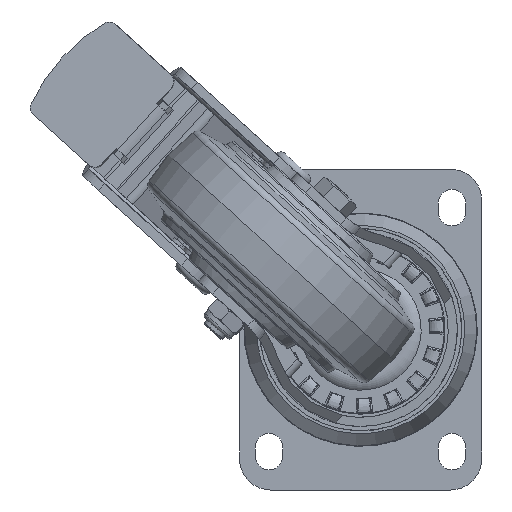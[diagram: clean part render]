
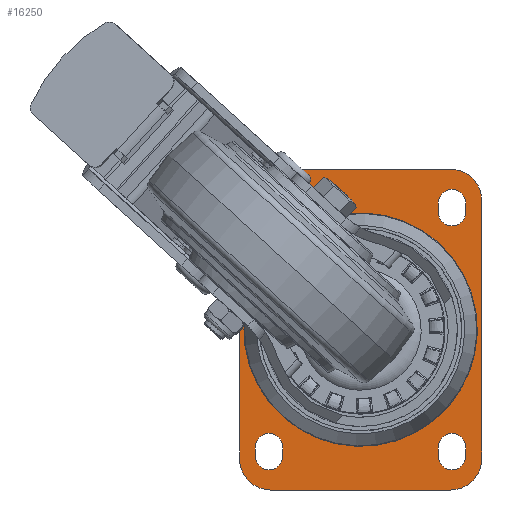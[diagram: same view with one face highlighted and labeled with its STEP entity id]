
A CAD part, front view. The second image highlights one B-rep face of the part: STEP entity #16250.
In plain terms, the highlighted planar face has unit normal (0, -1, 0).
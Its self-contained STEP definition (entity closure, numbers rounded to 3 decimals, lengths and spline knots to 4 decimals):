
#1087=PLANE('',#17315);
#1430=LINE('',#23311,#2205);
#1434=LINE('',#23323,#2209);
#1438=LINE('',#23335,#2213);
#1441=LINE('',#23344,#2216);
#1442=LINE('',#23350,#2217);
#1443=LINE('',#23353,#2218);
#1444=LINE('',#23358,#2219);
#1445=LINE('',#23361,#2220);
#1446=LINE('',#23366,#2221);
#1447=LINE('',#23369,#2222);
#1448=LINE('',#23374,#2223);
#1449=LINE('',#23377,#2224);
#2205=VECTOR('',#19080,3.3417);
#2209=VECTOR('',#19092,2.325);
#2213=VECTOR('',#19104,3.3417);
#2216=VECTOR('',#19115,2.325);
#2217=VECTOR('',#19120,0.1194);
#2218=VECTOR('',#19123,0.1194);
#2219=VECTOR('',#19126,0.1194);
#2220=VECTOR('',#19129,0.1194);
#2221=VECTOR('',#19132,0.1194);
#2222=VECTOR('',#19135,0.1194);
#2223=VECTOR('',#19138,0.1194);
#2224=VECTOR('',#19141,0.1194);
#3211=FACE_BOUND('',#4492,.T.);
#3212=FACE_BOUND('',#4493,.T.);
#3213=FACE_BOUND('',#4494,.T.);
#3214=FACE_BOUND('',#4495,.T.);
#3215=FACE_BOUND('',#4496,.T.);
#3446=FACE_OUTER_BOUND('',#4491,.T.);
#4491=EDGE_LOOP('',(#10479,#10480,#10481,#10482,#10483,#10484,#10485,#10486));
#4492=EDGE_LOOP('',(#10487));
#4493=EDGE_LOOP('',(#10488,#10489,#10490,#10491));
#4494=EDGE_LOOP('',(#10492,#10493,#10494,#10495));
#4495=EDGE_LOOP('',(#10496,#10497,#10498,#10499));
#4496=EDGE_LOOP('',(#10500,#10501,#10502,#10503));
#5727=CIRCLE('',#17298,1.5059);
#5729=CIRCLE('',#17301,0.4);
#5731=CIRCLE('',#17305,0.4);
#5733=CIRCLE('',#17309,0.4);
#5735=CIRCLE('',#17313,0.4);
#5736=CIRCLE('',#17316,0.1765);
#5737=CIRCLE('',#17317,0.1765);
#5738=CIRCLE('',#17318,0.1765);
#5739=CIRCLE('',#17319,0.1765);
#5740=CIRCLE('',#17320,0.1765);
#5741=CIRCLE('',#17321,0.1765);
#5742=CIRCLE('',#17322,0.1765);
#5743=CIRCLE('',#17323,0.1765);
#6579=VERTEX_POINT('',#23295);
#6582=VERTEX_POINT('',#23301);
#6583=VERTEX_POINT('',#23303);
#6585=VERTEX_POINT('',#23309);
#6587=VERTEX_POINT('',#23315);
#6589=VERTEX_POINT('',#23321);
#6591=VERTEX_POINT('',#23327);
#6593=VERTEX_POINT('',#23333);
#6595=VERTEX_POINT('',#23339);
#6596=VERTEX_POINT('',#23346);
#6597=VERTEX_POINT('',#23347);
#6598=VERTEX_POINT('',#23349);
#6599=VERTEX_POINT('',#23351);
#6600=VERTEX_POINT('',#23354);
#6601=VERTEX_POINT('',#23355);
#6602=VERTEX_POINT('',#23357);
#6603=VERTEX_POINT('',#23359);
#6604=VERTEX_POINT('',#23362);
#6605=VERTEX_POINT('',#23363);
#6606=VERTEX_POINT('',#23365);
#6607=VERTEX_POINT('',#23367);
#6608=VERTEX_POINT('',#23370);
#6609=VERTEX_POINT('',#23371);
#6610=VERTEX_POINT('',#23373);
#6611=VERTEX_POINT('',#23375);
#8099=EDGE_CURVE('',#6579,#6579,#5727,.T.);
#8102=EDGE_CURVE('',#6582,#6583,#5729,.T.);
#8106=EDGE_CURVE('',#6585,#6582,#1430,.T.);
#8109=EDGE_CURVE('',#6587,#6585,#5731,.T.);
#8112=EDGE_CURVE('',#6589,#6587,#1434,.T.);
#8115=EDGE_CURVE('',#6591,#6589,#5733,.T.);
#8118=EDGE_CURVE('',#6593,#6591,#1438,.T.);
#8121=EDGE_CURVE('',#6595,#6593,#5735,.T.);
#8123=EDGE_CURVE('',#6583,#6595,#1441,.T.);
#8124=EDGE_CURVE('',#6596,#6597,#5736,.T.);
#8125=EDGE_CURVE('',#6597,#6598,#1442,.T.);
#8126=EDGE_CURVE('',#6598,#6599,#5737,.T.);
#8127=EDGE_CURVE('',#6599,#6596,#1443,.T.);
#8128=EDGE_CURVE('',#6600,#6601,#5738,.T.);
#8129=EDGE_CURVE('',#6601,#6602,#1444,.T.);
#8130=EDGE_CURVE('',#6602,#6603,#5739,.T.);
#8131=EDGE_CURVE('',#6603,#6600,#1445,.T.);
#8132=EDGE_CURVE('',#6604,#6605,#5740,.T.);
#8133=EDGE_CURVE('',#6605,#6606,#1446,.T.);
#8134=EDGE_CURVE('',#6606,#6607,#5741,.T.);
#8135=EDGE_CURVE('',#6607,#6604,#1447,.T.);
#8136=EDGE_CURVE('',#6608,#6609,#5742,.T.);
#8137=EDGE_CURVE('',#6609,#6610,#1448,.T.);
#8138=EDGE_CURVE('',#6610,#6611,#5743,.T.);
#8139=EDGE_CURVE('',#6611,#6608,#1449,.T.);
#10479=ORIENTED_EDGE('',*,*,#8102,.F.);
#10480=ORIENTED_EDGE('',*,*,#8106,.F.);
#10481=ORIENTED_EDGE('',*,*,#8109,.F.);
#10482=ORIENTED_EDGE('',*,*,#8112,.F.);
#10483=ORIENTED_EDGE('',*,*,#8115,.F.);
#10484=ORIENTED_EDGE('',*,*,#8118,.F.);
#10485=ORIENTED_EDGE('',*,*,#8121,.F.);
#10486=ORIENTED_EDGE('',*,*,#8123,.F.);
#10487=ORIENTED_EDGE('',*,*,#8099,.F.);
#10488=ORIENTED_EDGE('',*,*,#8124,.T.);
#10489=ORIENTED_EDGE('',*,*,#8125,.T.);
#10490=ORIENTED_EDGE('',*,*,#8126,.T.);
#10491=ORIENTED_EDGE('',*,*,#8127,.T.);
#10492=ORIENTED_EDGE('',*,*,#8128,.T.);
#10493=ORIENTED_EDGE('',*,*,#8129,.T.);
#10494=ORIENTED_EDGE('',*,*,#8130,.T.);
#10495=ORIENTED_EDGE('',*,*,#8131,.T.);
#10496=ORIENTED_EDGE('',*,*,#8132,.T.);
#10497=ORIENTED_EDGE('',*,*,#8133,.T.);
#10498=ORIENTED_EDGE('',*,*,#8134,.T.);
#10499=ORIENTED_EDGE('',*,*,#8135,.T.);
#10500=ORIENTED_EDGE('',*,*,#8136,.T.);
#10501=ORIENTED_EDGE('',*,*,#8137,.T.);
#10502=ORIENTED_EDGE('',*,*,#8138,.T.);
#10503=ORIENTED_EDGE('',*,*,#8139,.T.);
#16250=ADVANCED_FACE('',(#3446,#3211,#3212,#3213,#3214,#3215),#1087,.T.);
#17298=AXIS2_PLACEMENT_3D('',#23296,#19066,#19067);
#17301=AXIS2_PLACEMENT_3D('',#23304,#19073,#19074);
#17305=AXIS2_PLACEMENT_3D('',#23317,#19086,#19087);
#17309=AXIS2_PLACEMENT_3D('',#23329,#19098,#19099);
#17313=AXIS2_PLACEMENT_3D('',#23341,#19110,#19111);
#17315=AXIS2_PLACEMENT_3D('',#23345,#19116,#19117);
#17316=AXIS2_PLACEMENT_3D('',#23348,#19118,#19119);
#17317=AXIS2_PLACEMENT_3D('',#23352,#19121,#19122);
#17318=AXIS2_PLACEMENT_3D('',#23356,#19124,#19125);
#17319=AXIS2_PLACEMENT_3D('',#23360,#19127,#19128);
#17320=AXIS2_PLACEMENT_3D('',#23364,#19130,#19131);
#17321=AXIS2_PLACEMENT_3D('',#23368,#19133,#19134);
#17322=AXIS2_PLACEMENT_3D('',#23372,#19136,#19137);
#17323=AXIS2_PLACEMENT_3D('',#23376,#19139,#19140);
#19066=DIRECTION('center_axis',(0.,-1.,0.));
#19067=DIRECTION('ref_axis',(1.,0.,0.));
#19073=DIRECTION('center_axis',(0.,1.,0.));
#19074=DIRECTION('ref_axis',(1.,0.,0.));
#19080=DIRECTION('',(0.,0.,1.));
#19086=DIRECTION('center_axis',(0.,1.,0.));
#19087=DIRECTION('ref_axis',(1.,0.,0.));
#19092=DIRECTION('',(-1.,0.,0.));
#19098=DIRECTION('center_axis',(0.,1.,0.));
#19099=DIRECTION('ref_axis',(1.,0.,0.));
#19104=DIRECTION('',(0.,0.,-1.));
#19110=DIRECTION('center_axis',(0.,1.,0.));
#19111=DIRECTION('ref_axis',(1.,0.,0.));
#19115=DIRECTION('',(1.,0.,0.));
#19116=DIRECTION('center_axis',(0.,-1.,0.));
#19117=DIRECTION('ref_axis',(1.,0.,0.));
#19118=DIRECTION('center_axis',(0.,1.,0.));
#19119=DIRECTION('ref_axis',(1.,0.,0.));
#19120=DIRECTION('',(0.,0.,-1.));
#19121=DIRECTION('center_axis',(0.,1.,0.));
#19122=DIRECTION('ref_axis',(1.,0.,0.));
#19123=DIRECTION('',(0.,0.,1.));
#19124=DIRECTION('center_axis',(0.,1.,0.));
#19125=DIRECTION('ref_axis',(-1.,0.,0.));
#19126=DIRECTION('',(0.,0.,1.));
#19127=DIRECTION('center_axis',(0.,1.,0.));
#19128=DIRECTION('ref_axis',(-1.,0.,0.));
#19129=DIRECTION('',(0.,0.,-1.));
#19130=DIRECTION('center_axis',(0.,1.,0.));
#19131=DIRECTION('ref_axis',(1.,0.,0.));
#19132=DIRECTION('',(0.,0.,1.));
#19133=DIRECTION('center_axis',(0.,1.,0.));
#19134=DIRECTION('ref_axis',(1.,0.,0.));
#19135=DIRECTION('',(0.,0.,-1.));
#19136=DIRECTION('center_axis',(0.,1.,0.));
#19137=DIRECTION('ref_axis',(-1.,0.,0.));
#19138=DIRECTION('',(0.,0.,-1.));
#19139=DIRECTION('center_axis',(0.,1.,0.));
#19140=DIRECTION('ref_axis',(-1.,0.,0.));
#19141=DIRECTION('',(0.,0.,1.));
#23295=CARTESIAN_POINT('',(1.5059,-0.125,0.));
#23296=CARTESIAN_POINT('Origin',(0.,-0.125,0.));
#23301=CARTESIAN_POINT('',(-1.5625,-0.125,1.6709));
#23303=CARTESIAN_POINT('',(-1.1625,-0.125,2.0709));
#23304=CARTESIAN_POINT('Origin',(-1.1625,-0.125,1.6709));
#23309=CARTESIAN_POINT('',(-1.5625,-0.125,-1.6709));
#23311=CARTESIAN_POINT('',(-1.5625,-0.125,-1.6709));
#23315=CARTESIAN_POINT('',(-1.1625,-0.125,-2.0709));
#23317=CARTESIAN_POINT('Origin',(-1.1625,-0.125,-1.6709));
#23321=CARTESIAN_POINT('',(1.1625,-0.125,-2.0709));
#23323=CARTESIAN_POINT('',(1.1625,-0.125,-2.0709));
#23327=CARTESIAN_POINT('',(1.5625,-0.125,-1.6709));
#23329=CARTESIAN_POINT('Origin',(1.1625,-0.125,-1.6709));
#23333=CARTESIAN_POINT('',(1.5625,-0.125,1.6709));
#23335=CARTESIAN_POINT('',(1.5625,-0.125,-1.6709));
#23339=CARTESIAN_POINT('',(1.1625,-0.125,2.0709));
#23341=CARTESIAN_POINT('Origin',(1.1625,-0.125,1.6709));
#23344=CARTESIAN_POINT('',(1.1625,-0.125,2.0709));
#23345=CARTESIAN_POINT('Origin',(-1.1625,-0.125,1.6709));
#23346=CARTESIAN_POINT('',(-1.3576,-0.125,-1.5151));
#23347=CARTESIAN_POINT('',(-1.0046,-0.125,-1.5151));
#23348=CARTESIAN_POINT('Origin',(-1.1811,-0.125,-1.5151));
#23349=CARTESIAN_POINT('',(-1.0046,-0.125,-1.6345));
#23350=CARTESIAN_POINT('',(-1.0046,-0.125,-1.6345));
#23351=CARTESIAN_POINT('',(-1.3576,-0.125,-1.6345));
#23352=CARTESIAN_POINT('Origin',(-1.1811,-0.125,-1.6345));
#23353=CARTESIAN_POINT('',(-1.3576,-0.125,-1.6345));
#23354=CARTESIAN_POINT('',(1.3576,-0.125,-1.6345));
#23355=CARTESIAN_POINT('',(1.0046,-0.125,-1.6345));
#23356=CARTESIAN_POINT('Origin',(1.1811,-0.125,-1.6345));
#23357=CARTESIAN_POINT('',(1.0046,-0.125,-1.5151));
#23358=CARTESIAN_POINT('',(1.0046,-0.125,-1.6345));
#23359=CARTESIAN_POINT('',(1.3576,-0.125,-1.5151));
#23360=CARTESIAN_POINT('Origin',(1.1811,-0.125,-1.5151));
#23361=CARTESIAN_POINT('',(1.3576,-0.125,-1.6345));
#23362=CARTESIAN_POINT('',(1.3576,-0.125,1.5151));
#23363=CARTESIAN_POINT('',(1.0046,-0.125,1.5151));
#23364=CARTESIAN_POINT('Origin',(1.1811,-0.125,1.5151));
#23365=CARTESIAN_POINT('',(1.0046,-0.125,1.6345));
#23366=CARTESIAN_POINT('',(1.0046,-0.125,1.6345));
#23367=CARTESIAN_POINT('',(1.3576,-0.125,1.6345));
#23368=CARTESIAN_POINT('Origin',(1.1811,-0.125,1.6345));
#23369=CARTESIAN_POINT('',(1.3576,-0.125,1.6345));
#23370=CARTESIAN_POINT('',(-1.3576,-0.125,1.6345));
#23371=CARTESIAN_POINT('',(-1.0046,-0.125,1.6345));
#23372=CARTESIAN_POINT('Origin',(-1.1811,-0.125,1.6345));
#23373=CARTESIAN_POINT('',(-1.0046,-0.125,1.5151));
#23374=CARTESIAN_POINT('',(-1.0046,-0.125,1.6345));
#23375=CARTESIAN_POINT('',(-1.3576,-0.125,1.5151));
#23376=CARTESIAN_POINT('Origin',(-1.1811,-0.125,1.5151));
#23377=CARTESIAN_POINT('',(-1.3576,-0.125,1.6345));
